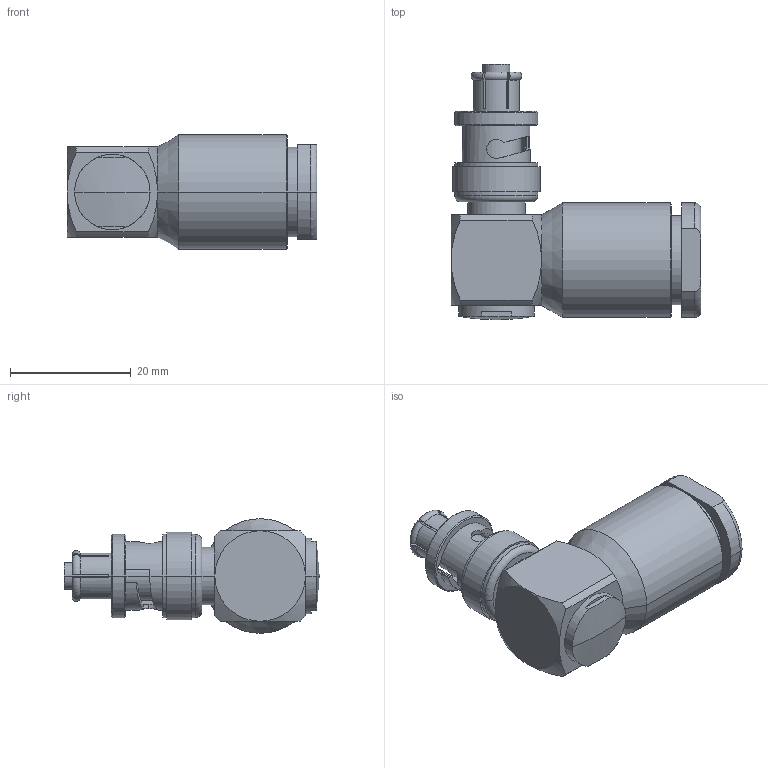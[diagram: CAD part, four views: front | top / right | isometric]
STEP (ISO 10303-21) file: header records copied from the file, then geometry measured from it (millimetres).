
FILE_DESCRIPTION (( 'STEP AP214' ), '1' );
FILE_NAME ('FMCN45851_3D.step', '2023-02-02T18:17:39', ( '' ), ( '' ), 'SwSTEP 2.0', 'SolidWorks 2022', '' );
FILE_SCHEMA (( 'AUTOMOTIVE_DESIGN' ));
Length unit declared in the file: inch
Products named in the file (8): PE45851-D_WASHER; PE45848-2_CAP; PE45851-C_GASKET; FMCN45851_3D; PE45851-A_CONN; PE45851-E_NUT; PE45851-B_FLG WSHR; PE45851-B_CONTACT PIN
Assembly tree (7 placements, depth 2):
  FMCN45851_3D
    PE45851-A_CONN
    PE45851-B_CONTACT PIN
    PE45851-B_FLG WSHR
    PE45851-C_GASKET
    PE45851-D_WASHER
    PE45851-E_NUT
    PE45848-2_CAP
Bounding box: 41.4 x 42.31 x 19 mm (x, y, z)
Volume: 9019.9 mm3; surface area: 9546.4 mm2
Topology: 7 solids, 7 shells, 244 faces, 584 edges, 372 vertices
Faces by surface type: cylinder 93, plane 89, cone 39, torus 13, sphere 10
Entity records: 8414 total; most frequent: CARTESIAN_POINT 2186, DIRECTION 1312, ORIENTED_EDGE 1168, EDGE_CURVE 584, AXIS2_PLACEMENT_3D 544, VERTEX_POINT 372, CIRCLE 290, EDGE_LOOP 280
